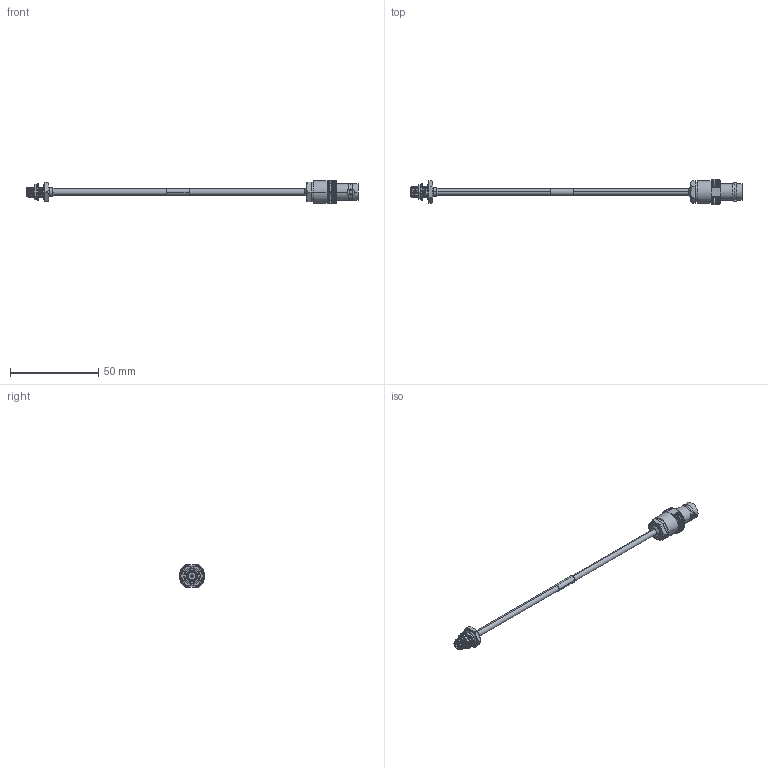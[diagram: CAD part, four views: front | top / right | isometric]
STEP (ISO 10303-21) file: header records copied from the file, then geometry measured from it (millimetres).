
FILE_DESCRIPTION (( 'STEP AP214' ), '1' );
FILE_NAME ('LCCA30406.step', '2020-05-01T17:20:19', ( '' ), ( '' ), 'SwSTEP 2.0', 'SolidWorks 2018', '' );
FILE_SCHEMA (( 'AUTOMOTIVE_DESIGN' ));
Length unit declared in the file: inch
Products named in the file (7): LCCN3040; LCCN3049; LCCA30406; 1AW01-003_.152 ID; LC141TB (141 FORMABLE); bulkhead solder plug^LCCA30406; solder plug^LCCA30406
Assembly tree (6 placements, depth 2):
  LCCA30406
    LC141TB (141 FORMABLE)
    LCCN3049
    solder plug^LCCA30406
    1AW01-003_.152 ID
    LCCN3040
    bulkhead solder plug^LCCA30406
Bounding box: 187.88 x 14.48 x 12.95 mm (x, y, z)
Volume: 4571.1 mm3; surface area: 5046.7 mm2
Topology: 11 solids, 11 shells, 634 faces, 1581 edges, 975 vertices
Faces by surface type: plane 219, cone 159, cylinder 157, bspline 83, torus 12, sphere 4
Entity records: 36567 total; most frequent: CARTESIAN_POINT 20487, ORIENTED_EDGE 3162, DIRECTION 2626, EDGE_CURVE 1581, AXIS2_PLACEMENT_3D 1068, VERTEX_POINT 975, EDGE_LOOP 654, FACE_OUTER_BOUND 634
